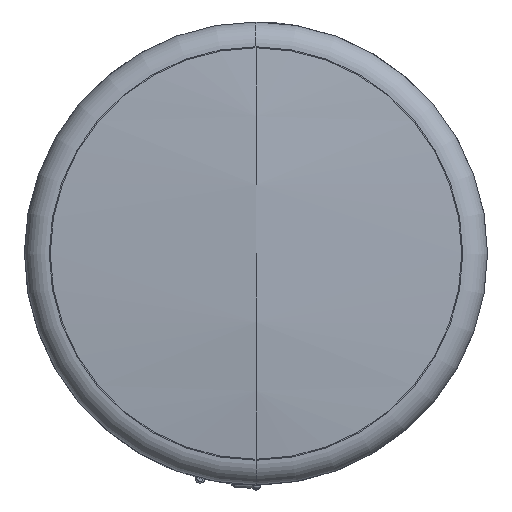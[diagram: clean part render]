
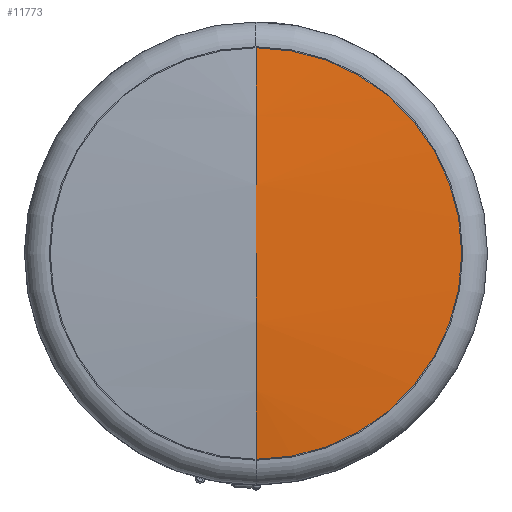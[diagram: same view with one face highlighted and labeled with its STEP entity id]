
A CAD part, front view. The second image highlights one B-rep face of the part: STEP entity #11773.
In plain terms, the highlighted spherical face has radius 242.803 mm.
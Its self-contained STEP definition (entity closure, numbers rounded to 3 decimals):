
#848=CARTESIAN_POINT('',(0.,-152.9,0.));
#849=DIRECTION('',(0.,1.,0.));
#850=DIRECTION('',(0.,0.,1.));
#851=AXIS2_PLACEMENT_3D('',#848,#849,#850);
#858=CARTESIAN_POINT('',(0.,87.903,0.));
#859=DIRECTION('',(1.,0.,0.));
#860=DIRECTION('',(0.,-0.992,0.128));
#861=AXIS2_PLACEMENT_3D('',#858,#859,#860);
#863=CARTESIAN_POINT('',(0.,87.903,0.));
#864=DIRECTION('',(-1.,0.,0.));
#865=DIRECTION('',(0.,-0.992,-0.128));
#866=AXIS2_PLACEMENT_3D('',#863,#864,#865);
#11051=CARTESIAN_POINT('',(0.,-152.9,31.1));
#11052=CARTESIAN_POINT('',(0.,-152.9,-31.1));
#11053=VERTEX_POINT('',#11051);
#11054=VERTEX_POINT('',#11052);
#11055=CARTESIAN_POINT('',(0.,-154.9,0.));
#11056=VERTEX_POINT('',#11055);
#11761=CARTESIAN_POINT('',(0.,87.903,0.));
#11762=DIRECTION('',(0.,-1.,0.));
#11763=DIRECTION('',(0.,0.,-1.));
#11764=AXIS2_PLACEMENT_3D('',#11761,#11762,#11763);
#11765=SPHERICAL_SURFACE('',#11764,242.803);
#11766=ORIENTED_EDGE('',*,*,#11754,.T.);
#11768=ORIENTED_EDGE('',*,*,#11767,.T.);
#11770=ORIENTED_EDGE('',*,*,#11769,.F.);
#11771=EDGE_LOOP('',(#11766,#11768,#11770));
#11772=FACE_OUTER_BOUND('',#11771,.F.);
#11773=ADVANCED_FACE('',(#11772),#11765,.T.);
#852=CIRCLE('',#851,31.1);
#862=CIRCLE('',#861,242.803);
#867=CIRCLE('',#866,242.803);
#11754=EDGE_CURVE('',#11053,#11054,#852,.T.);
#11767=EDGE_CURVE('',#11054,#11056,#867,.T.);
#11769=EDGE_CURVE('',#11053,#11056,#862,.T.);
